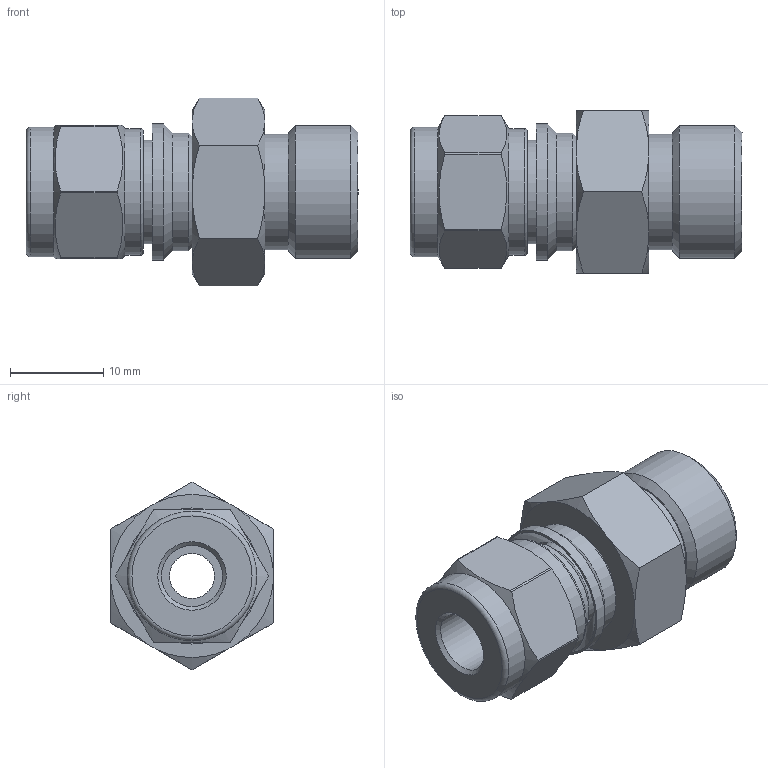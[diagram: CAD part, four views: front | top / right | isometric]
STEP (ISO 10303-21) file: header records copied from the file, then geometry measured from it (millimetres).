
FILE_DESCRIPTION(/* description */ (''),/* implementation_level */ '2;1');
FILE_NAME(/* name */ 'SSMCI-4-6U.stp',/* time_stamp */ '2022-07-06T10:41:33+09:00',/* author */ ('user'),/* organization */ (''),/* preprocessor_version */ 'ST-DEVELOPER v18.1',/* originating_system */ 'Autodesk Inventor 2022',/* authorisation */ '');
FILE_SCHEMA (('AUTOMOTIVE_DESIGN { 1 0 10303 214 3 1 1 }'));
Length unit declared in the file: millimetre
Products named in the file (1): SSMC-4-6U
Bounding box: 35.64 x 17.46 x 20.16 mm (x, y, z)
Volume: 5305.7 mm3; surface area: 3324.5 mm2
Topology: 1 solids, 1 shells, 63 faces, 149 edges, 95 vertices
Faces by surface type: cone 23, plane 21, cylinder 17, torus 2
Full cylindrical faces by diameter (mm): 4.826 x1, 6.55 x1, 9.4 x1, 10.1 x1, 11.113 x1, 12.4 x1, 12.6 x1, 13.6 x1, 13.9 x1, 14.28 x1, 14.6 x1
Entity records: 1829 total; most frequent: CARTESIAN_POINT 380, DIRECTION 302, ORIENTED_EDGE 298, EDGE_CURVE 149, AXIS2_PLACEMENT_3D 125, VERTEX_POINT 95, EDGE_LOOP 72, FACE_OUTER_BOUND 63
